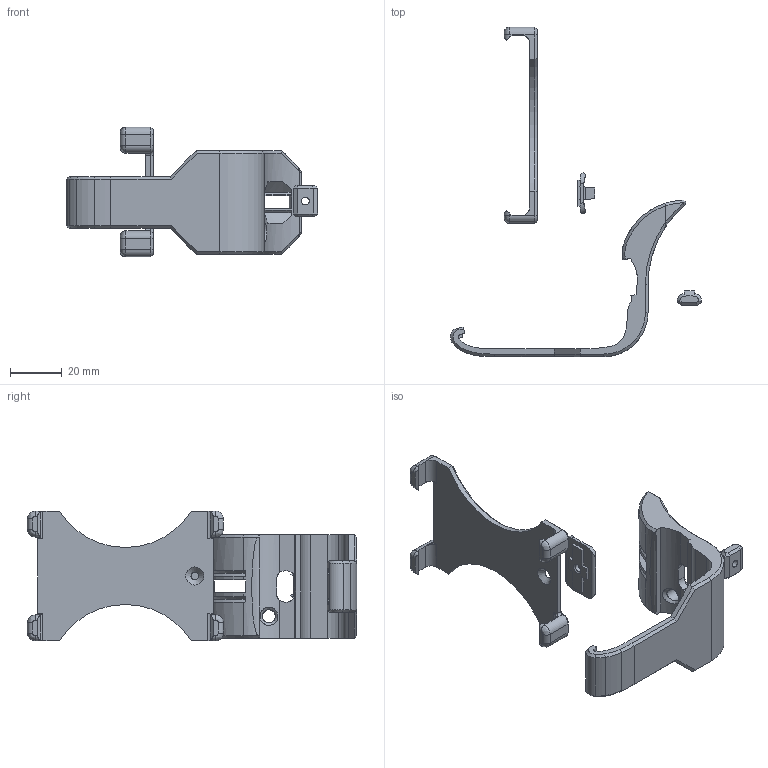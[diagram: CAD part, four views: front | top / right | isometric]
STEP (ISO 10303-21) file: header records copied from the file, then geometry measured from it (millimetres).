
FILE_DESCRIPTION(/* description */ (''),/* implementation_level */ '2;1');
FILE_NAME(/* name */ 'Xbox Phone Mount Base_v56.step',/* time_stamp */ '2020-09-23T18:28:28-07:00',/* author */ (''),/* organization */ (''),/* preprocessor_version */ 'ST-DEVELOPER v18.1',/* originating_system */ 'Autodesk Translation Framework v9.3.0.1241',/* authorisation */ '');
FILE_SCHEMA (('AUTOMOTIVE_DESIGN { 1 0 10303 214 3 1 1 }'));
Length unit declared in the file: millimetre
Products named in the file (4): Xbox Phone Mount Base; Xbox Phone Mount Top; Xbox Phone Mount Insert; Xbox Phone Mount Clamp
Assembly tree (3 placements, depth 2):
  Xbox Phone Mount Base
    Xbox Phone Mount Top
    Xbox Phone Mount Insert
    Xbox Phone Mount Clamp
Bounding box: 96.79 x 126.97 x 50 mm (x, y, z)
Volume: 31292.4 mm3; surface area: 18989.9 mm2
Topology: 4 solids, 4 shells, 327 faces, 831 edges, 511 vertices
Faces by surface type: plane 166, cylinder 79, cone 60, bspline 22
Full cylindrical faces by diameter (mm): 2.992 x1, 3 x2
Entity records: 10753 total; most frequent: CARTESIAN_POINT 2895, ORIENTED_EDGE 1658, DIRECTION 1567, EDGE_CURVE 829, AXIS2_PLACEMENT_3D 530, VERTEX_POINT 511, LINE 507, VECTOR 507
